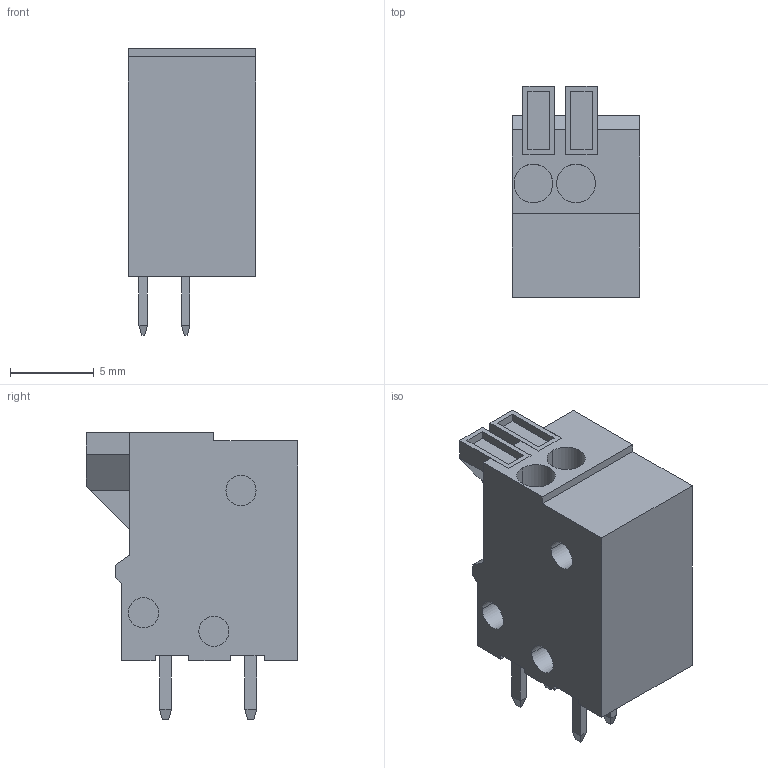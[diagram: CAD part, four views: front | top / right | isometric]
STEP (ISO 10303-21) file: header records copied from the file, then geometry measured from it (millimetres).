
FILE_DESCRIPTION (( 'STEP AP214' ), '1' );
FILE_NAME ('CONN-TH_2P-P2.54_DIBO_DB141V-2.54-2P.STEP', '2022-07-01T00:41:38', ( 'PC' ), ( 'Microsoft' ), 'SwSTEP 2.0', 'SolidWorks 2020', '' );
FILE_SCHEMA (( 'AUTOMOTIVE_DESIGN' ));
Length unit declared in the file: millimetre
Products named in the file (1): CONN-TH_2P-P2.54_DIBO_DB141V-2.54-2P
Bounding box: 7.62 x 12.6 x 17.1 mm (x, y, z)
Volume: 997.3 mm3; surface area: 990.4 mm2
Topology: 3 solids, 6 shells, 347 faces, 895 edges, 590 vertices
Faces by surface type: plane 233, bspline 98, cylinder 16
Entity records: 14816 total; most frequent: CARTESIAN_POINT 3139, ORIENTED_EDGE 1790, DIRECTION 1227, EDGE_CURVE 895, VECTOR 663, LINE 663, VERTEX_POINT 590, EDGE_LOOP 377
